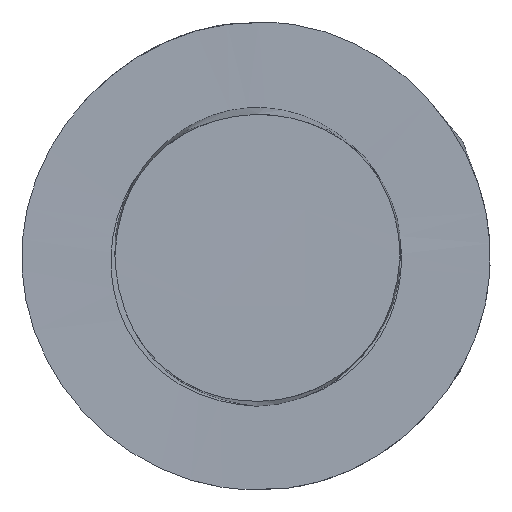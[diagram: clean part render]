
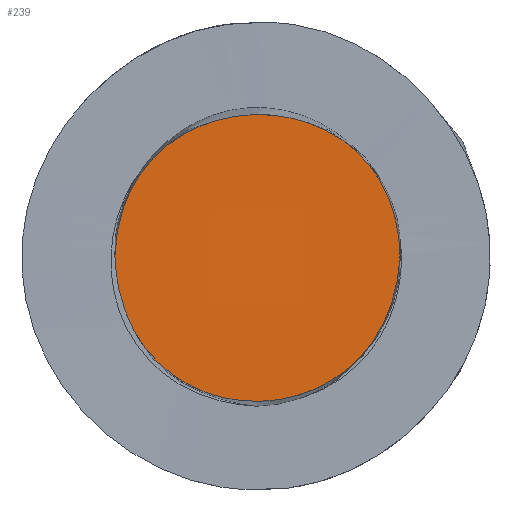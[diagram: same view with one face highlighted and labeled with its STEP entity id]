
A CAD part, front view. The second image highlights one B-rep face of the part: STEP entity #239.
In plain terms, the highlighted free-form (B-spline) face has degree [3, 3] with [4, 4] control points.
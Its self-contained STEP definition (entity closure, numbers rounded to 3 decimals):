
#22 = VERTEX_POINT('',#23);
#23 = CARTESIAN_POINT('',(0.61,-0.647,
    0.003));
#32 = B_SPLINE_SURFACE_WITH_KNOTS('',3,3,(
    (#33,#34,#35,#36)
    ,(#37,#38,#39,#40)
    ,(#41,#42,#43,#44)
    ,(#45,#46,#47,#48
    )),.UNSPECIFIED.,.F.,.F.,.F.,(4,4),(4,4),(0.,1.),(0.,1.),
  .PIECEWISE_BEZIER_KNOTS.);
#33 = CARTESIAN_POINT('',(-0.642,0.164,
    0.013));
#34 = CARTESIAN_POINT('',(-0.641,-0.106,
    0.021));
#35 = CARTESIAN_POINT('',(-0.64,-0.386,
    0.018));
#36 = CARTESIAN_POINT('',(-0.647,-0.649,
    0.016));
#37 = CARTESIAN_POINT('',(-0.66,0.159,-0.819
    ));
#38 = CARTESIAN_POINT('',(-0.664,-0.117,
    -0.822));
#39 = CARTESIAN_POINT('',(-0.663,-0.378,
    -0.823));
#40 = CARTESIAN_POINT('',(-0.656,-0.664,
    -0.816));
#41 = CARTESIAN_POINT('',(0.661,0.169,-0.832)
  );
#42 = CARTESIAN_POINT('',(0.673,-0.106,-0.834
    ));
#43 = CARTESIAN_POINT('',(0.667,-0.375,-0.822
    ));
#44 = CARTESIAN_POINT('',(0.66,-0.648,-0.832
    ));
#45 = CARTESIAN_POINT('',(0.643,0.156,
    0.013));
#46 = CARTESIAN_POINT('',(0.639,-0.112,
    0.017));
#47 = CARTESIAN_POINT('',(0.636,-0.391,
    0.015));
#48 = CARTESIAN_POINT('',(0.643,-0.656,
    0.016));
#57 = B_SPLINE_SURFACE_WITH_KNOTS('',3,3,(
    (#58,#59,#60,#61)
    ,(#62,#63,#64,#65)
    ,(#66,#67,#68,#69)
    ,(#70,#71,#72,#73
    )),.UNSPECIFIED.,.F.,.F.,.F.,(4,4),(4,4),(0.,1.),(0.,1.),
  .PIECEWISE_BEZIER_KNOTS.);
#58 = CARTESIAN_POINT('',(0.612,0.146,
    0.008));
#59 = CARTESIAN_POINT('',(0.607,-0.113,
    0.001));
#60 = CARTESIAN_POINT('',(0.608,-0.378,
    0.007));
#61 = CARTESIAN_POINT('',(0.619,-0.635,
    0.004));
#62 = CARTESIAN_POINT('',(0.624,0.156,0.81));
#63 = CARTESIAN_POINT('',(0.645,-0.11,0.813)
  );
#64 = CARTESIAN_POINT('',(0.629,-0.368,0.806)
  );
#65 = CARTESIAN_POINT('',(0.634,-0.624,0.799)
  );
#66 = CARTESIAN_POINT('',(-0.622,0.141,0.814)
  );
#67 = CARTESIAN_POINT('',(-0.632,-0.118,0.816)
  );
#68 = CARTESIAN_POINT('',(-0.62,-0.369,0.812
    ));
#69 = CARTESIAN_POINT('',(-0.616,-0.642,0.816
    ));
#70 = CARTESIAN_POINT('',(-0.612,0.142,
    0.016));
#71 = CARTESIAN_POINT('',(-0.606,-0.112,
    0.011));
#72 = CARTESIAN_POINT('',(-0.604,-0.384,
    0.009));
#73 = CARTESIAN_POINT('',(-0.605,-0.634,
    0.007));
#156 = VERTEX_POINT('',#157);
#157 = CARTESIAN_POINT('',(-0.609,-0.644,
    0.005));
#196 = EDGE_CURVE('',#22,#156,#197,.T.);
#197 = SURFACE_CURVE('',#198,(#203,#213),.PCURVE_S1.);
#198 = B_SPLINE_CURVE_WITH_KNOTS('',3,(#199,#200,#201,#202),
  .UNSPECIFIED.,.F.,.F.,(4,4),(0.,1.),.PIECEWISE_BEZIER_KNOTS.);
#199 = CARTESIAN_POINT('',(0.61,-0.647,
    0.003));
#200 = CARTESIAN_POINT('',(0.569,-0.644,
    -0.824));
#201 = CARTESIAN_POINT('',(-0.582,-0.648,
    -0.829));
#202 = CARTESIAN_POINT('',(-0.609,-0.644,
    0.005));
#203 = PCURVE('',#32,#204);
#204 = DEFINITIONAL_REPRESENTATION('',(#205),#212);
#205 = B_SPLINE_CURVE_WITH_KNOTS('',5,(#206,#207,#208,#209,#210,#211),
  .UNSPECIFIED.,.F.,.F.,(6,6),(0.,1.),.PIECEWISE_BEZIER_KNOTS.);
#206 = CARTESIAN_POINT('',(0.995,0.988));
#207 = CARTESIAN_POINT('',(0.797,0.993));
#208 = CARTESIAN_POINT('',(0.516,0.99));
#209 = CARTESIAN_POINT('',(0.473,0.989));
#210 = CARTESIAN_POINT('',(0.207,0.986));
#211 = CARTESIAN_POINT('',(0.005,0.992));
#212 = ( GEOMETRIC_REPRESENTATION_CONTEXT(2) 
PARAMETRIC_REPRESENTATION_CONTEXT() REPRESENTATION_CONTEXT('2D SPACE',''
  ) );
#213 = PCURVE('',#214,#231);
#214 = B_SPLINE_SURFACE_WITH_KNOTS('',3,3,(
    (#215,#216,#217,#218)
    ,(#219,#220,#221,#222)
    ,(#223,#224,#225,#226)
    ,(#227,#228,#229,#230
    )),.UNSPECIFIED.,.F.,.F.,.F.,(4,4),(4,4),(0.,1.),(0.,1.),
  .PIECEWISE_BEZIER_KNOTS.);
#215 = CARTESIAN_POINT('',(-0.641,-0.648,-0.648
    ));
#216 = CARTESIAN_POINT('',(-0.641,-0.649,
    -0.221));
#217 = CARTESIAN_POINT('',(-0.64,-0.645,
    0.21));
#218 = CARTESIAN_POINT('',(-0.639,-0.646,0.637)
  );
#219 = CARTESIAN_POINT('',(-0.214,-0.643,
    -0.643));
#220 = CARTESIAN_POINT('',(-0.212,-0.65,
    -0.21));
#221 = CARTESIAN_POINT('',(-0.204,-0.64,
    0.204));
#222 = CARTESIAN_POINT('',(-0.214,-0.645,
    0.638));
#223 = CARTESIAN_POINT('',(0.218,-0.648,-0.639
    ));
#224 = CARTESIAN_POINT('',(0.223,-0.646,
    -0.222));
#225 = CARTESIAN_POINT('',(0.216,-0.648,0.213
    ));
#226 = CARTESIAN_POINT('',(0.223,-0.643,0.634
    ));
#227 = CARTESIAN_POINT('',(0.649,-0.647,
    -0.645));
#228 = CARTESIAN_POINT('',(0.644,-0.643,-0.215
    ));
#229 = CARTESIAN_POINT('',(0.653,-0.644,0.212
    ));
#230 = CARTESIAN_POINT('',(0.648,-0.643,0.638
    ));
#231 = DEFINITIONAL_REPRESENTATION('',(#232),#238);
#232 = B_SPLINE_CURVE_WITH_KNOTS('',4,(#233,#234,#235,#236,#237),
  .UNSPECIFIED.,.F.,.F.,(5,5),(0.,1.),.PIECEWISE_BEZIER_KNOTS.);
#233 = CARTESIAN_POINT('',(0.97,0.504));
#234 = CARTESIAN_POINT('',(0.948,0.021));
#235 = CARTESIAN_POINT('',(0.492,-0.146));
#236 = CARTESIAN_POINT('',(0.041,0.021));
#237 = CARTESIAN_POINT('',(0.024,0.508));
#238 = ( GEOMETRIC_REPRESENTATION_CONTEXT(2) 
PARAMETRIC_REPRESENTATION_CONTEXT() REPRESENTATION_CONTEXT('2D SPACE',''
  ) );
#239 = ADVANCED_FACE('',(#240),#214,.T.);
#240 = FACE_BOUND('',#241,.F.);
#241 = EDGE_LOOP('',(#242,#243));
#242 = ORIENTED_EDGE('',*,*,#196,.T.);
#243 = ORIENTED_EDGE('',*,*,#244,.T.);
#244 = EDGE_CURVE('',#156,#22,#245,.T.);
#245 = SURFACE_CURVE('',#246,(#251,#260),.PCURVE_S1.);
#246 = B_SPLINE_CURVE_WITH_KNOTS('',3,(#247,#248,#249,#250),
  .UNSPECIFIED.,.F.,.F.,(4,4),(0.,1.),.PIECEWISE_BEZIER_KNOTS.);
#247 = CARTESIAN_POINT('',(-0.609,-0.644,
    0.005));
#248 = CARTESIAN_POINT('',(-0.579,-0.645,
    0.806));
#249 = CARTESIAN_POINT('',(0.592,-0.643,0.811
    ));
#250 = CARTESIAN_POINT('',(0.61,-0.647,
    0.003));
#251 = PCURVE('',#214,#252);
#252 = DEFINITIONAL_REPRESENTATION('',(#253),#259);
#253 = B_SPLINE_CURVE_WITH_KNOTS('',4,(#254,#255,#256,#257,#258),
  .UNSPECIFIED.,.F.,.F.,(5,5),(0.,1.),.PIECEWISE_BEZIER_KNOTS.);
#254 = CARTESIAN_POINT('',(0.024,0.508));
#255 = CARTESIAN_POINT('',(0.041,0.975));
#256 = CARTESIAN_POINT('',(0.503,1.136));
#257 = CARTESIAN_POINT('',(0.958,0.977));
#258 = CARTESIAN_POINT('',(0.97,0.504));
#259 = ( GEOMETRIC_REPRESENTATION_CONTEXT(2) 
PARAMETRIC_REPRESENTATION_CONTEXT() REPRESENTATION_CONTEXT('2D SPACE',''
  ) );
#260 = PCURVE('',#57,#261);
#261 = DEFINITIONAL_REPRESENTATION('',(#262),#288);
#262 = B_SPLINE_CURVE_WITH_KNOTS('',3,(#263,#264,#265,#266,#267,#268,
    #269,#270,#271,#272,#273,#274,#275,#276,#277,#278,#279,#280,#281,
    #282,#283,#284,#285,#286,#287),.UNSPECIFIED.,.F.,.F.,(4,1,1,1,1,1,1,
    1,1,1,1,1,1,1,1,1,1,1,1,1,1,1,4),(0.,0.045,
    0.091,0.136,0.182,0.227,
    0.273,0.318,0.364,0.409,
    0.455,0.5,0.545,0.591,0.636,
    0.682,0.727,0.773,0.818,
    0.864,0.909,0.955,1.),
  .QUASI_UNIFORM_KNOTS.);
#263 = CARTESIAN_POINT('',(1.001,1.008));
#264 = CARTESIAN_POINT('',(0.986,1.008));
#265 = CARTESIAN_POINT('',(0.956,1.008));
#266 = CARTESIAN_POINT('',(0.91,1.008));
#267 = CARTESIAN_POINT('',(0.864,1.008));
#268 = CARTESIAN_POINT('',(0.818,1.008));
#269 = CARTESIAN_POINT('',(0.771,1.008));
#270 = CARTESIAN_POINT('',(0.725,1.008));
#271 = CARTESIAN_POINT('',(0.68,1.008));
#272 = CARTESIAN_POINT('',(0.635,1.008));
#273 = CARTESIAN_POINT('',(0.59,1.008));
#274 = CARTESIAN_POINT('',(0.546,1.008));
#275 = CARTESIAN_POINT('',(0.502,1.008));
#276 = CARTESIAN_POINT('',(0.458,1.008));
#277 = CARTESIAN_POINT('',(0.414,1.008));
#278 = CARTESIAN_POINT('',(0.37,1.008));
#279 = CARTESIAN_POINT('',(0.326,1.009));
#280 = CARTESIAN_POINT('',(0.281,1.007));
#281 = CARTESIAN_POINT('',(0.235,1.014));
#282 = CARTESIAN_POINT('',(0.189,1.012));
#283 = CARTESIAN_POINT('',(0.142,1.012));
#284 = CARTESIAN_POINT('',(0.094,1.012));
#285 = CARTESIAN_POINT('',(0.046,1.012));
#286 = CARTESIAN_POINT('',(0.015,1.012));
#287 = CARTESIAN_POINT('',(0.,1.012));
#288 = ( GEOMETRIC_REPRESENTATION_CONTEXT(2) 
PARAMETRIC_REPRESENTATION_CONTEXT() REPRESENTATION_CONTEXT('2D SPACE',''
  ) );
